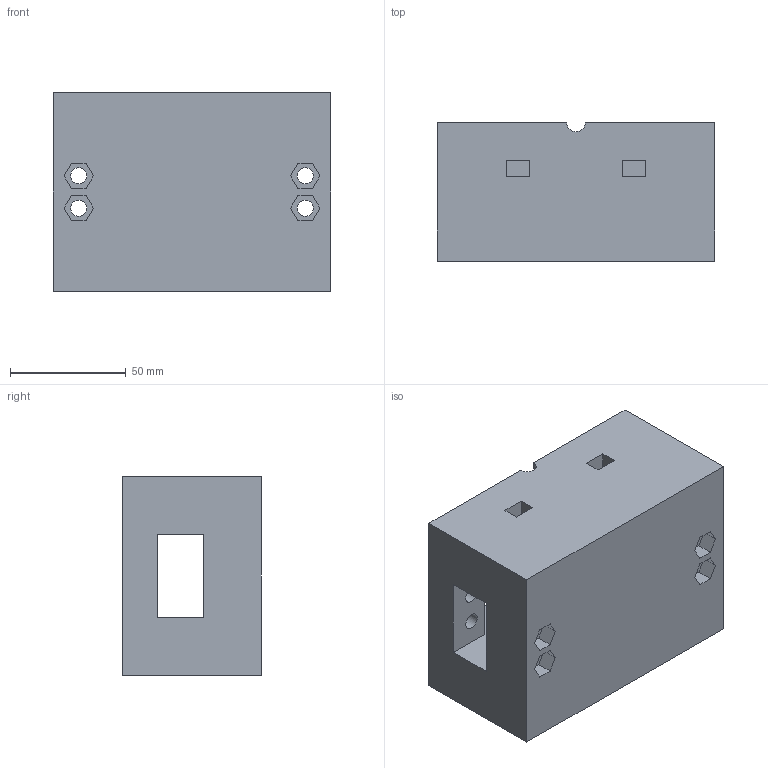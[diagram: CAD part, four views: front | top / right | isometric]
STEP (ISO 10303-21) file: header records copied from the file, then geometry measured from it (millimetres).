
FILE_DESCRIPTION(/* description */ (''),/* implementation_level */ '2;1');
FILE_NAME(/* name */ '19_Base_Pezzo_Unico_ipt_bb58f25b.STEP',/* time_stamp */ '2020-02-10T12:18:19+01:00',/* author */ ('socci'),/* organization */ (''),/* preprocessor_version */ 'ST-DEVELOPER v18',/* originating_system */ 'Autodesk Inventor 2020',/* authorisation */ '');
FILE_SCHEMA (('AUTOMOTIVE_DESIGN { 1 0 10303 214 3 1 1 }'));
Length unit declared in the file: millimetre
Products named in the file (1): 19_Base_Pezzo_Unico
Bounding box: 120 x 60 x 86 mm (x, y, z)
Volume: 440059.8 mm3; surface area: 65364.6 mm2
Topology: 1 solids, 1 shells, 96 faces, 272 edges, 184 vertices
Faces by surface type: plane 70, cylinder 22, cone 4
Full cylindrical faces by diameter (mm): 5.9 x8, 7 x8
Entity records: 3193 total; most frequent: CARTESIAN_POINT 549, ORIENTED_EDGE 536, DIRECTION 518, EDGE_CURVE 268, LINE 212, VECTOR 212, VERTEX_POINT 184, AXIS2_PLACEMENT_3D 153
